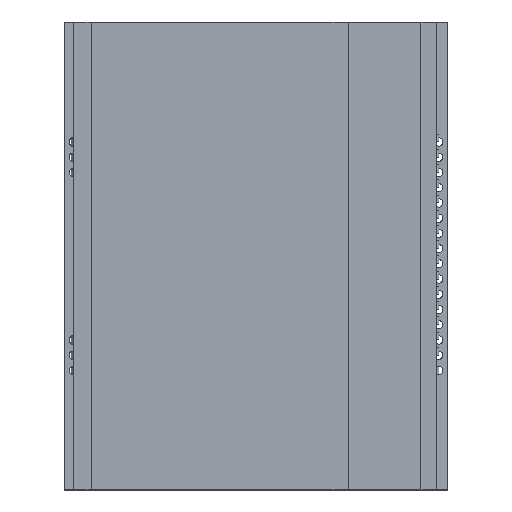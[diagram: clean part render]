
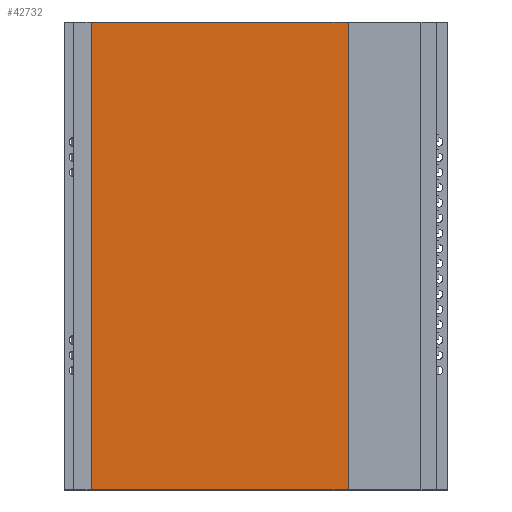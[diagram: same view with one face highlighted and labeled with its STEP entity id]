
A CAD part, top view. The second image highlights one B-rep face of the part: STEP entity #42732.
In plain terms, the highlighted planar face has unit normal (0, 0, 1).
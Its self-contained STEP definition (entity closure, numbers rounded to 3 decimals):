
#42323 = PLANE('',#42324);
#42324 = AXIS2_PLACEMENT_3D('',#42325,#42326,#42327);
#42325 = CARTESIAN_POINT('',(3.,-58.,5.7));
#42326 = DIRECTION('',(0.,-1.,0.));
#42327 = DIRECTION('',(0.,0.,1.));
#42449 = PLANE('',#42450);
#42450 = AXIS2_PLACEMENT_3D('',#42451,#42452,#42453);
#42451 = CARTESIAN_POINT('',(3.,20.,5.7));
#42452 = DIRECTION('',(0.,-1.,0.));
#42453 = DIRECTION('',(0.,0.,1.));
#42514 = PLANE('',#42515);
#42515 = AXIS2_PLACEMENT_3D('',#42516,#42517,#42518);
#42516 = CARTESIAN_POINT('',(3.,20.,5.7));
#42517 = DIRECTION('',(1.,0.,0.));
#42518 = DIRECTION('',(0.,0.,1.));
#42531 = VERTEX_POINT('',#42532);
#42532 = CARTESIAN_POINT('',(3.,-58.,6.2));
#42555 = VERTEX_POINT('',#42556);
#42556 = CARTESIAN_POINT('',(45.833,-58.,6.2));
#42570 = PLANE('',#42571);
#42571 = AXIS2_PLACEMENT_3D('',#42572,#42573,#42574);
#42572 = CARTESIAN_POINT('',(45.833,20.,5.7));
#42573 = DIRECTION('',(1.,0.,0.));
#42574 = DIRECTION('',(0.,0.,1.));
#42582 = EDGE_CURVE('',#42531,#42555,#42583,.T.);
#42583 = SURFACE_CURVE('',#42584,(#42588,#42595),.PCURVE_S1.);
#42584 = LINE('',#42585,#42586);
#42585 = CARTESIAN_POINT('',(3.,-58.,6.2));
#42586 = VECTOR('',#42587,1.);
#42587 = DIRECTION('',(1.,0.,0.));
#42588 = PCURVE('',#42323,#42589);
#42589 = DEFINITIONAL_REPRESENTATION('',(#42590),#42594);
#42590 = LINE('',#42591,#42592);
#42591 = CARTESIAN_POINT('',(0.5,0.));
#42592 = VECTOR('',#42593,1.);
#42593 = DIRECTION('',(0.,-1.));
#42594 = ( GEOMETRIC_REPRESENTATION_CONTEXT(2) 
PARAMETRIC_REPRESENTATION_CONTEXT() REPRESENTATION_CONTEXT('2D SPACE',''
  ) );
#42595 = PCURVE('',#42596,#42601);
#42596 = PLANE('',#42597);
#42597 = AXIS2_PLACEMENT_3D('',#42598,#42599,#42600);
#42598 = CARTESIAN_POINT('',(3.,20.,6.2));
#42599 = DIRECTION('',(0.,0.,1.));
#42600 = DIRECTION('',(0.,-1.,0.));
#42601 = DEFINITIONAL_REPRESENTATION('',(#42602),#42606);
#42602 = LINE('',#42603,#42604);
#42603 = CARTESIAN_POINT('',(78.,0.));
#42604 = VECTOR('',#42605,1.);
#42605 = DIRECTION('',(0.,1.));
#42606 = ( GEOMETRIC_REPRESENTATION_CONTEXT(2) 
PARAMETRIC_REPRESENTATION_CONTEXT() REPRESENTATION_CONTEXT('2D SPACE',''
  ) );
#42639 = VERTEX_POINT('',#42640);
#42640 = CARTESIAN_POINT('',(3.,20.,6.2));
#42663 = VERTEX_POINT('',#42664);
#42664 = CARTESIAN_POINT('',(45.833,20.,6.2));
#42685 = EDGE_CURVE('',#42639,#42663,#42686,.T.);
#42686 = SURFACE_CURVE('',#42687,(#42691,#42698),.PCURVE_S1.);
#42687 = LINE('',#42688,#42689);
#42688 = CARTESIAN_POINT('',(3.,20.,6.2));
#42689 = VECTOR('',#42690,1.);
#42690 = DIRECTION('',(1.,0.,0.));
#42691 = PCURVE('',#42449,#42692);
#42692 = DEFINITIONAL_REPRESENTATION('',(#42693),#42697);
#42693 = LINE('',#42694,#42695);
#42694 = CARTESIAN_POINT('',(0.5,0.));
#42695 = VECTOR('',#42696,1.);
#42696 = DIRECTION('',(0.,-1.));
#42697 = ( GEOMETRIC_REPRESENTATION_CONTEXT(2) 
PARAMETRIC_REPRESENTATION_CONTEXT() REPRESENTATION_CONTEXT('2D SPACE',''
  ) );
#42698 = PCURVE('',#42596,#42699);
#42699 = DEFINITIONAL_REPRESENTATION('',(#42700),#42704);
#42700 = LINE('',#42701,#42702);
#42701 = CARTESIAN_POINT('',(0.,0.));
#42702 = VECTOR('',#42703,1.);
#42703 = DIRECTION('',(0.,1.));
#42704 = ( GEOMETRIC_REPRESENTATION_CONTEXT(2) 
PARAMETRIC_REPRESENTATION_CONTEXT() REPRESENTATION_CONTEXT('2D SPACE',''
  ) );
#42711 = EDGE_CURVE('',#42639,#42531,#42712,.T.);
#42712 = SURFACE_CURVE('',#42713,(#42717,#42724),.PCURVE_S1.);
#42713 = LINE('',#42714,#42715);
#42714 = CARTESIAN_POINT('',(3.,20.,6.2));
#42715 = VECTOR('',#42716,1.);
#42716 = DIRECTION('',(0.,-1.,0.));
#42717 = PCURVE('',#42514,#42718);
#42718 = DEFINITIONAL_REPRESENTATION('',(#42719),#42723);
#42719 = LINE('',#42720,#42721);
#42720 = CARTESIAN_POINT('',(0.5,0.));
#42721 = VECTOR('',#42722,1.);
#42722 = DIRECTION('',(0.,1.));
#42723 = ( GEOMETRIC_REPRESENTATION_CONTEXT(2) 
PARAMETRIC_REPRESENTATION_CONTEXT() REPRESENTATION_CONTEXT('2D SPACE',''
  ) );
#42724 = PCURVE('',#42596,#42725);
#42725 = DEFINITIONAL_REPRESENTATION('',(#42726),#42730);
#42726 = LINE('',#42727,#42728);
#42727 = CARTESIAN_POINT('',(0.,0.));
#42728 = VECTOR('',#42729,1.);
#42729 = DIRECTION('',(1.,0.));
#42730 = ( GEOMETRIC_REPRESENTATION_CONTEXT(2) 
PARAMETRIC_REPRESENTATION_CONTEXT() REPRESENTATION_CONTEXT('2D SPACE',''
  ) );
#42732 = ADVANCED_FACE('',(#42733),#42596,.T.);
#42733 = FACE_BOUND('',#42734,.T.);
#42734 = EDGE_LOOP('',(#42735,#42736,#42737,#42738));
#42735 = ORIENTED_EDGE('',*,*,#42685,.F.);
#42736 = ORIENTED_EDGE('',*,*,#42711,.T.);
#42737 = ORIENTED_EDGE('',*,*,#42582,.T.);
#42738 = ORIENTED_EDGE('',*,*,#42739,.F.);
#42739 = EDGE_CURVE('',#42663,#42555,#42740,.T.);
#42740 = SURFACE_CURVE('',#42741,(#42745,#42752),.PCURVE_S1.);
#42741 = LINE('',#42742,#42743);
#42742 = CARTESIAN_POINT('',(45.833,20.,6.2));
#42743 = VECTOR('',#42744,1.);
#42744 = DIRECTION('',(0.,-1.,0.));
#42745 = PCURVE('',#42596,#42746);
#42746 = DEFINITIONAL_REPRESENTATION('',(#42747),#42751);
#42747 = LINE('',#42748,#42749);
#42748 = CARTESIAN_POINT('',(0.,42.833));
#42749 = VECTOR('',#42750,1.);
#42750 = DIRECTION('',(1.,0.));
#42751 = ( GEOMETRIC_REPRESENTATION_CONTEXT(2) 
PARAMETRIC_REPRESENTATION_CONTEXT() REPRESENTATION_CONTEXT('2D SPACE',''
  ) );
#42752 = PCURVE('',#42570,#42753);
#42753 = DEFINITIONAL_REPRESENTATION('',(#42754),#42758);
#42754 = LINE('',#42755,#42756);
#42755 = CARTESIAN_POINT('',(0.5,0.));
#42756 = VECTOR('',#42757,1.);
#42757 = DIRECTION('',(0.,1.));
#42758 = ( GEOMETRIC_REPRESENTATION_CONTEXT(2) 
PARAMETRIC_REPRESENTATION_CONTEXT() REPRESENTATION_CONTEXT('2D SPACE',''
  ) );
